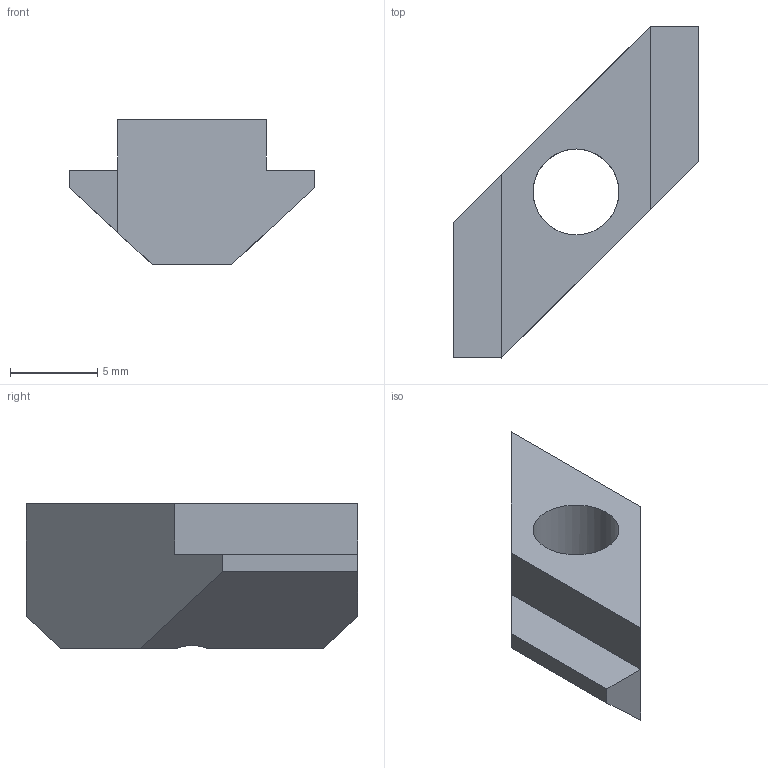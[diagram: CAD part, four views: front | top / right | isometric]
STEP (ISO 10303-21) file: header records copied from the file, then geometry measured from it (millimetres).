
FILE_DESCRIPTION(/* description */ ('STEP AP214'),/* implementation_level */ '2;1');
FILE_NAME(/* name */ '1025057.stp',/* time_stamp */ '2024-05-01T08:52:23+02:00',/* author */ ('b.steehouwer'),/* organization */ ('CADENAS'),/* preprocessor_version */ 'ST-DEVELOPER v18.1',/* originating_system */ 'Autodesk Inventor 2021',/* authorisation */ ' ');
FILE_SCHEMA (('AUTOMOTIVE_DESIGN { 1 0 10303 214 3 1 1 }'));
Length unit declared in the file: millimetre
Products named in the file (1): 1025057
Bounding box: 14 x 19 x 8.3 mm (x, y, z)
Volume: 663.1 mm3; surface area: 698.2 mm2
Topology: 1 solids, 1 shells, 16 faces, 43 edges, 28 vertices
Faces by surface type: plane 15, cylinder 1
Full cylindrical faces by diameter (mm): 4.917 x1
Entity records: 576 total; most frequent: CARTESIAN_POINT 88, ORIENTED_EDGE 86, DIRECTION 83, EDGE_CURVE 43, LINE 37, VECTOR 37, VERTEX_POINT 28, AXIS2_PLACEMENT_3D 23
